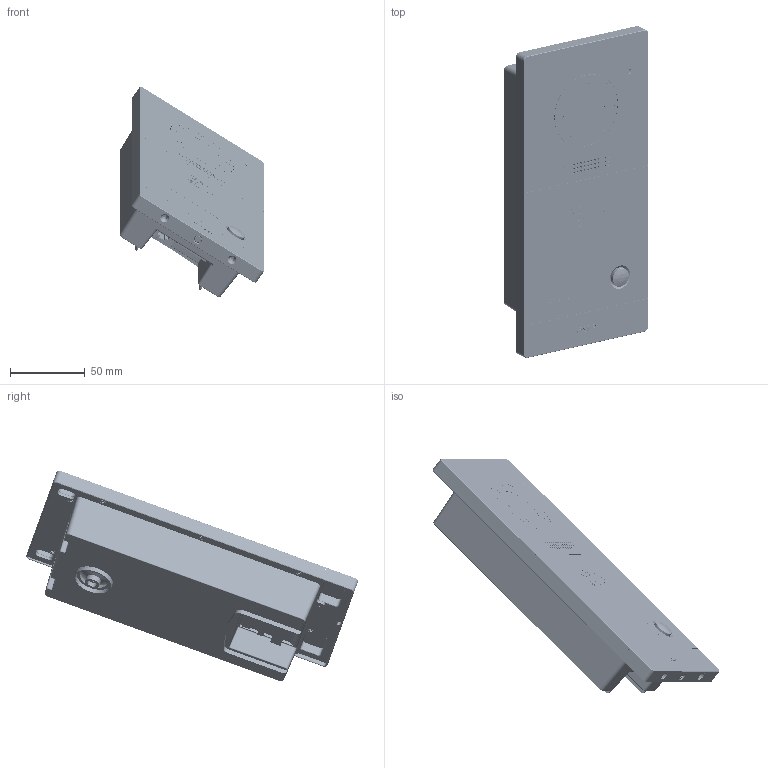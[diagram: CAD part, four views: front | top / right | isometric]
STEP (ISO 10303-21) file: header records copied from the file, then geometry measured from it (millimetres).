
FILE_DESCRIPTION(('CATIA V5 STEP Exchange'),'2;1');
FILE_NAME('VI2F-PE1.stp','2024-03-21T07:30:27+00:00',('none'),('none'),'CATIA Version 5-6 Release 2016 SP6','CATIA V5 STEP AP203','none');
FILE_SCHEMA(('CONFIG_CONTROL_DESIGN'));
Products named in the file (1): VI2F-PE1
Assembly tree (2 placements, depth 2):
  VI2F-PE1
    #57
    #101
Bounding box: 96.72 x 222.5 x 140.95 mm (x, y, z)
Volume: 264728.7 mm3; surface area: 262091.7 mm2
Topology: 59 solids, 59 shells, 4404 faces, 11499 edges, 7388 vertices
Faces by surface type: plane 1745, cylinder 1455, cone 465, torus 299, bspline 280, extrusion 124, sphere 36
Entity records: 199135 total; most frequent: CARTESIAN_POINT 97962, ORIENTED_EDGE 22970, DIRECTION 16492, EDGE_CURVE 11485, VERTEX_POINT 7386, AXIS2_PLACEMENT_3D 6398, VECTOR 6106, LINE 5982
